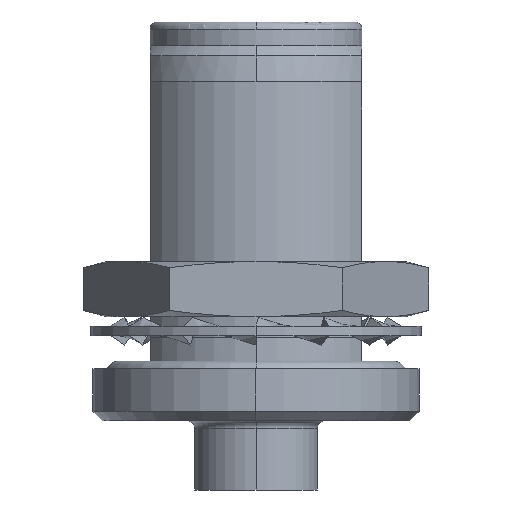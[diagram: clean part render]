
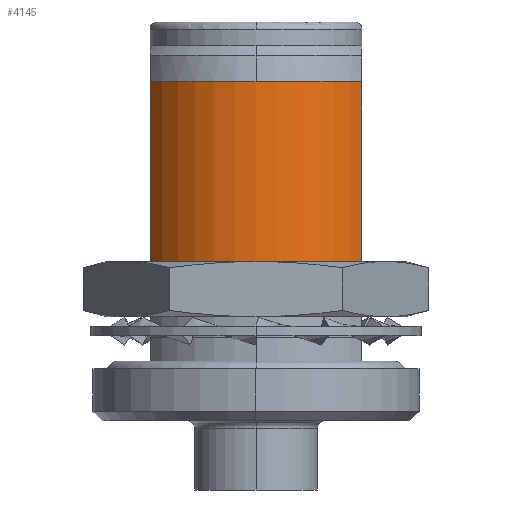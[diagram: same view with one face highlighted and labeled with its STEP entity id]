
A CAD part, left-side view. The second image highlights one B-rep face of the part: STEP entity #4145.
In plain terms, the highlighted cylindrical face has radius 7.85 mm (diameter 15.7 mm), a partial arc.
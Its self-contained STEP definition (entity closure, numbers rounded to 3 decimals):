
#122 = ORIENTED_EDGE ( 'NONE', *, *, #870, .T. ) ;
#177 = VERTEX_POINT ( 'NONE', #7480 ) ;
#441 = AXIS2_PLACEMENT_3D ( 'NONE', #3776, #9112, #4530 ) ;
#529 = EDGE_CURVE ( 'NONE', #177, #6659, #1055, .T. ) ;
#870 = EDGE_CURVE ( 'NONE', #3596, #2129, #1539, .T. ) ;
#908 = EDGE_CURVE ( 'NONE', #3596, #1417, #7353, .T. ) ;
#1055 = CIRCLE ( 'NONE', #3558, 7.85 ) ;
#1271 = DIRECTION ( 'NONE',  ( 0., 0., 1. ) ) ;
#1323 = CARTESIAN_POINT ( 'NONE',  ( -4.049, 6.725, -30.176 ) ) ;
#1417 = VERTEX_POINT ( 'NONE', #3766 ) ;
#1539 = LINE ( 'NONE', #9720, #9383 ) ;
#2129 = VERTEX_POINT ( 'NONE', #5646 ) ;
#2317 = CYLINDRICAL_SURFACE ( 'NONE', #8682, 7.85 ) ;
#2490 = EDGE_CURVE ( 'NONE', #1417, #177, #8253, .T. ) ;
#2522 = CIRCLE ( 'NONE', #441, 7.85 ) ;
#2756 = ORIENTED_EDGE ( 'NONE', *, *, #529, .F. ) ;
#2841 = CARTESIAN_POINT ( 'NONE',  ( 0., 0., 4.373 ) ) ;
#2854 = ORIENTED_EDGE ( 'NONE', *, *, #908, .F. ) ;
#2886 = DIRECTION ( 'NONE',  ( 0., 0., -1. ) ) ;
#3558 = AXIS2_PLACEMENT_3D ( 'NONE', #4882, #5582, #9706 ) ;
#3596 = VERTEX_POINT ( 'NONE', #3625 ) ;
#3625 = CARTESIAN_POINT ( 'NONE',  ( -4.049, -6.725, -15.34 ) ) ;
#3766 = CARTESIAN_POINT ( 'NONE',  ( -4.049, 6.725, -15.34 ) ) ;
#3776 = CARTESIAN_POINT ( 'NONE',  ( 0., 0., -3.8 ) ) ;
#4145 = ADVANCED_FACE ( 'NONE', ( #5299 ), #2317, .T. ) ;
#4372 = DIRECTION ( 'NONE',  ( 0., 0., 1. ) ) ;
#4530 = DIRECTION ( 'NONE',  ( 1., 0., 0. ) ) ;
#4717 = ORIENTED_EDGE ( 'NONE', *, *, #2490, .F. ) ;
#4882 = CARTESIAN_POINT ( 'NONE',  ( 0., 0., -3.8 ) ) ;
#5299 = FACE_OUTER_BOUND ( 'NONE', #5499, .T. ) ;
#5499 = EDGE_LOOP ( 'NONE', ( #2854, #122, #8483, #2756, #4717 ) ) ;
#5582 = DIRECTION ( 'NONE',  ( 0., 0., 1. ) ) ;
#5646 = CARTESIAN_POINT ( 'NONE',  ( -4.049, -6.725, -3.8 ) ) ;
#6251 = VECTOR ( 'NONE', #8925, 1000. ) ;
#6659 = VERTEX_POINT ( 'NONE', #7436 ) ;
#7353 = CIRCLE ( 'NONE', #7460, 7.85 ) ;
#7436 = CARTESIAN_POINT ( 'NONE',  ( -7.85, 0., -3.8 ) ) ;
#7444 = DIRECTION ( 'NONE',  ( 1., 0., 0. ) ) ;
#7460 = AXIS2_PLACEMENT_3D ( 'NONE', #9708, #2886, #9637 ) ;
#7480 = CARTESIAN_POINT ( 'NONE',  ( -4.049, 6.725, -3.8 ) ) ;
#8057 = EDGE_CURVE ( 'NONE', #6659, #2129, #2522, .T. ) ;
#8253 = LINE ( 'NONE', #1323, #6251 ) ;
#8483 = ORIENTED_EDGE ( 'NONE', *, *, #8057, .F. ) ;
#8682 = AXIS2_PLACEMENT_3D ( 'NONE', #2841, #4372, #7444 ) ;
#8925 = DIRECTION ( 'NONE',  ( 0., 0., 1. ) ) ;
#9112 = DIRECTION ( 'NONE',  ( 0., 0., 1. ) ) ;
#9383 = VECTOR ( 'NONE', #1271, 1000. ) ;
#9637 = DIRECTION ( 'NONE',  ( 0., -1., 0. ) ) ;
#9706 = DIRECTION ( 'NONE',  ( 1., 0., 0. ) ) ;
#9708 = CARTESIAN_POINT ( 'NONE',  ( 0., 0., -15.34 ) ) ;
#9720 = CARTESIAN_POINT ( 'NONE',  ( -4.049, -6.725, -30.176 ) ) ;
